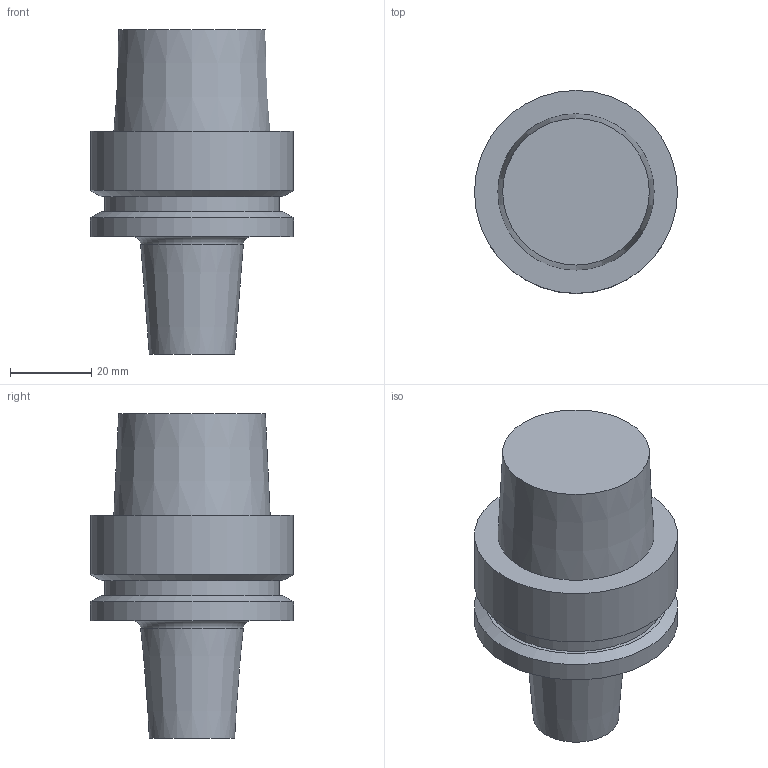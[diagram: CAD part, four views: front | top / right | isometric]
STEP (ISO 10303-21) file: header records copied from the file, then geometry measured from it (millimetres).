
FILE_DESCRIPTION(('Open CASCADE Model'),'2;1');
FILE_NAME('Open CASCADE Shape Model','2023-09-05T06:03:23',('Author'),( 'Open CASCADE'),'Open CASCADE STEP processor 7.7','Open CASCADE 7.7' ,'Unknown');
FILE_SCHEMA(('AUTOMOTIVE_DESIGN { 1 0 10303 214 1 1 1 1 }'));
Length unit declared in the file: millimetre
Products named in the file (2): Open CASCADE STEP translator 7.7 31; E934356030655_GTM.STP
Assembly tree (1 placements, depth 2):
  Open CASCADE STEP translator 7.7 31
    E934356030655_GTM.STP
Bounding box: 50 x 50 x 80 mm (x, y, z)
Volume: 87362.3 mm3; surface area: 16243.3 mm2
Topology: 2 solids, 2 shells, 20 faces, 36 edges, 24 vertices
Faces by surface type: plane 8, cylinder 5, cone 5, torus 2
Full cylindrical faces by diameter (mm): 6 x1, 6.5 x1, 43 x1, 50 x2
Entity records: 722 total; most frequent: CARTESIAN_POINT 107, DIRECTION 98, ORIENTED_EDGE 72, AXIS2_PLACEMENT_3D 49, EDGE_CURVE 36, FACE_BOUND 24, EDGE_LOOP 24, VERTEX_POINT 24
